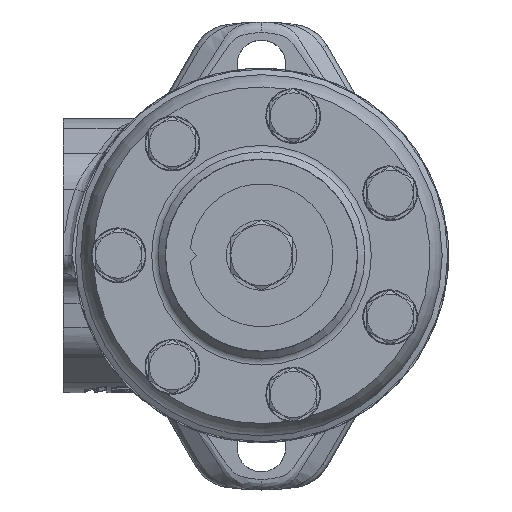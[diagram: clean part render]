
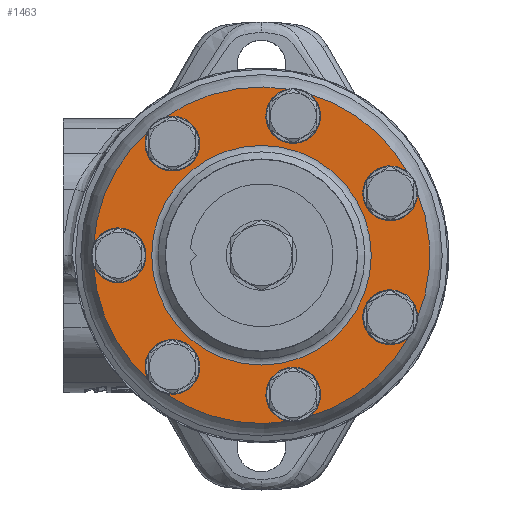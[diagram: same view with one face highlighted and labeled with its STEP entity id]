
A CAD part, top view. The second image highlights one B-rep face of the part: STEP entity #1463.
In plain terms, the highlighted planar face has unit normal (0, 0, 1).
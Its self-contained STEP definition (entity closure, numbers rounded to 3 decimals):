
#884=FACE_BOUND('',#2701,.T.);
#1309=PLANE('',#8729);
#1463=ADVANCED_FACE('',(#2176,#884),#1309,.T.);
#2176=FACE_OUTER_BOUND('',#2700,.T.);
#2700=EDGE_LOOP('',(#4034,#4035,#4036,#4037,#4038,#4039,#4040,#4041,#4042,
#4043,#4044,#4045,#4046,#4047));
#2701=EDGE_LOOP('',(#4048));
#3516=CIRCLE('',#8714,7.4);
#3517=CIRCLE('',#8715,46.75);
#3518=CIRCLE('',#8716,7.4);
#3519=CIRCLE('',#8717,46.75);
#3520=CIRCLE('',#8718,7.4);
#3521=CIRCLE('',#8719,46.75);
#3522=CIRCLE('',#8720,7.4);
#3523=CIRCLE('',#8721,46.75);
#3524=CIRCLE('',#8722,7.4);
#3525=CIRCLE('',#8723,46.75);
#3526=CIRCLE('',#8724,7.4);
#3527=CIRCLE('',#8725,46.75);
#3528=CIRCLE('',#8726,7.4);
#3529=CIRCLE('',#8727,46.75);
#3530=CIRCLE('',#8728,30.5);
#4034=ORIENTED_EDGE('',*,*,#7144,.T.);
#4035=ORIENTED_EDGE('',*,*,#7145,.F.);
#4036=ORIENTED_EDGE('',*,*,#7146,.T.);
#4037=ORIENTED_EDGE('',*,*,#7147,.F.);
#4038=ORIENTED_EDGE('',*,*,#7148,.T.);
#4039=ORIENTED_EDGE('',*,*,#7149,.F.);
#4040=ORIENTED_EDGE('',*,*,#7150,.T.);
#4041=ORIENTED_EDGE('',*,*,#7151,.F.);
#4042=ORIENTED_EDGE('',*,*,#7152,.T.);
#4043=ORIENTED_EDGE('',*,*,#7153,.F.);
#4044=ORIENTED_EDGE('',*,*,#7154,.T.);
#4045=ORIENTED_EDGE('',*,*,#7155,.F.);
#4046=ORIENTED_EDGE('',*,*,#7156,.T.);
#4047=ORIENTED_EDGE('',*,*,#7157,.F.);
#4048=ORIENTED_EDGE('',*,*,#7158,.T.);
#6344=VERTEX_POINT('',#11671);
#6345=VERTEX_POINT('',#11672);
#6346=VERTEX_POINT('',#11674);
#6347=VERTEX_POINT('',#11676);
#6348=VERTEX_POINT('',#11678);
#6349=VERTEX_POINT('',#11680);
#6350=VERTEX_POINT('',#11682);
#6351=VERTEX_POINT('',#11684);
#6352=VERTEX_POINT('',#11686);
#6353=VERTEX_POINT('',#11688);
#6354=VERTEX_POINT('',#11690);
#6355=VERTEX_POINT('',#11692);
#6356=VERTEX_POINT('',#11694);
#6357=VERTEX_POINT('',#11696);
#6358=VERTEX_POINT('',#11699);
#7144=EDGE_CURVE('',#6344,#6345,#3516,.T.);
#7145=EDGE_CURVE('',#6346,#6345,#3517,.T.);
#7146=EDGE_CURVE('',#6346,#6347,#3518,.T.);
#7147=EDGE_CURVE('',#6348,#6347,#3519,.T.);
#7148=EDGE_CURVE('',#6348,#6349,#3520,.T.);
#7149=EDGE_CURVE('',#6350,#6349,#3521,.T.);
#7150=EDGE_CURVE('',#6350,#6351,#3522,.T.);
#7151=EDGE_CURVE('',#6352,#6351,#3523,.T.);
#7152=EDGE_CURVE('',#6352,#6353,#3524,.T.);
#7153=EDGE_CURVE('',#6354,#6353,#3525,.T.);
#7154=EDGE_CURVE('',#6354,#6355,#3526,.T.);
#7155=EDGE_CURVE('',#6356,#6355,#3527,.T.);
#7156=EDGE_CURVE('',#6356,#6357,#3528,.T.);
#7157=EDGE_CURVE('',#6344,#6357,#3529,.T.);
#7158=EDGE_CURVE('',#6358,#6358,#3530,.T.);
#8714=AXIS2_PLACEMENT_3D('',#11670,#9669,#9670);
#8715=AXIS2_PLACEMENT_3D('',#11673,#9671,#9672);
#8716=AXIS2_PLACEMENT_3D('',#11675,#9673,#9674);
#8717=AXIS2_PLACEMENT_3D('',#11677,#9675,#9676);
#8718=AXIS2_PLACEMENT_3D('',#11679,#9677,#9678);
#8719=AXIS2_PLACEMENT_3D('',#11681,#9679,#9680);
#8720=AXIS2_PLACEMENT_3D('',#11683,#9681,#9682);
#8721=AXIS2_PLACEMENT_3D('',#11685,#9683,#9684);
#8722=AXIS2_PLACEMENT_3D('',#11687,#9685,#9686);
#8723=AXIS2_PLACEMENT_3D('',#11689,#9687,#9688);
#8724=AXIS2_PLACEMENT_3D('',#11691,#9689,#9690);
#8725=AXIS2_PLACEMENT_3D('',#11693,#9691,#9692);
#8726=AXIS2_PLACEMENT_3D('',#11695,#9693,#9694);
#8727=AXIS2_PLACEMENT_3D('',#11697,#9695,#9696);
#8728=AXIS2_PLACEMENT_3D('',#11698,#9697,#9698);
#8729=AXIS2_PLACEMENT_3D('',#11700,#9699,#9700);
#9669=DIRECTION('',(0.,0.,-1.));
#9670=DIRECTION('',(0.093,0.996,0.));
#9671=DIRECTION('',(0.,0.,-1.));
#9672=DIRECTION('',(-1.,0.,0.));
#9673=DIRECTION('',(0.,0.,-1.));
#9674=DIRECTION('',(0.093,0.996,0.));
#9675=DIRECTION('',(0.,0.,-1.));
#9676=DIRECTION('',(-1.,0.,0.));
#9677=DIRECTION('',(0.,0.,-1.));
#9678=DIRECTION('',(0.093,0.996,0.));
#9679=DIRECTION('',(0.,0.,-1.));
#9680=DIRECTION('',(-1.,0.,0.));
#9681=DIRECTION('',(0.,0.,-1.));
#9682=DIRECTION('',(0.093,0.996,0.));
#9683=DIRECTION('',(0.,0.,-1.));
#9684=DIRECTION('',(-1.,0.,0.));
#9685=DIRECTION('',(0.,0.,-1.));
#9686=DIRECTION('',(0.093,0.996,0.));
#9687=DIRECTION('',(0.,0.,-1.));
#9688=DIRECTION('',(-1.,0.,0.));
#9689=DIRECTION('',(0.,0.,-1.));
#9690=DIRECTION('',(0.093,0.996,0.));
#9691=DIRECTION('',(0.,0.,-1.));
#9692=DIRECTION('',(-1.,0.,0.));
#9693=DIRECTION('',(0.,0.,-1.));
#9694=DIRECTION('',(0.093,0.996,0.));
#9695=DIRECTION('',(0.,0.,-1.));
#9696=DIRECTION('',(-1.,0.,0.));
#9697=DIRECTION('',(0.,0.,-1.));
#9698=DIRECTION('',(-1.,0.,0.));
#9699=DIRECTION('',(0.,0.,1.));
#9700=DIRECTION('',(1.,0.,0.));
#11670=CARTESIAN_POINT('',(-24.745,31.029,11.4));
#11671=CARTESIAN_POINT('',(-27.236,37.997,11.4));
#11672=CARTESIAN_POINT('',(-30.984,35.008,11.4));
#11673=CARTESIAN_POINT('',(0.,0.,11.4));
#11674=CARTESIAN_POINT('',(-46.689,2.397,11.4));
#11675=CARTESIAN_POINT('',(-39.688,0.,11.4));
#11676=CARTESIAN_POINT('',(-46.689,-2.397,11.4));
#11677=CARTESIAN_POINT('',(0.,0.,11.4));
#11678=CARTESIAN_POINT('',(-30.984,-35.008,11.4));
#11679=CARTESIAN_POINT('',(-24.745,-31.029,11.4));
#11680=CARTESIAN_POINT('',(-27.236,-37.997,11.4));
#11681=CARTESIAN_POINT('',(0.,0.,11.4));
#11682=CARTESIAN_POINT('',(8.052,-46.051,11.4));
#11683=CARTESIAN_POINT('',(8.831,-38.692,11.4));
#11684=CARTESIAN_POINT('',(12.726,-44.985,11.4));
#11685=CARTESIAN_POINT('',(0.,0.,11.4));
#11686=CARTESIAN_POINT('',(41.025,-22.417,11.4));
#11687=CARTESIAN_POINT('',(35.757,-17.22,11.4));
#11688=CARTESIAN_POINT('',(43.105,-18.098,11.4));
#11689=CARTESIAN_POINT('',(0.,0.,11.4));
#11690=CARTESIAN_POINT('',(43.105,18.098,11.4));
#11691=CARTESIAN_POINT('',(35.757,17.22,11.4));
#11692=CARTESIAN_POINT('',(41.025,22.417,11.4));
#11693=CARTESIAN_POINT('',(0.,0.,11.4));
#11694=CARTESIAN_POINT('',(12.726,44.985,11.4));
#11695=CARTESIAN_POINT('',(8.831,38.692,11.4));
#11696=CARTESIAN_POINT('',(8.052,46.051,11.4));
#11697=CARTESIAN_POINT('',(0.,0.,11.4));
#11698=CARTESIAN_POINT('',(0.,0.,11.4));
#11699=CARTESIAN_POINT('',(-30.5,0.,11.4));
#11700=CARTESIAN_POINT('',(0.,46.75,11.4));
